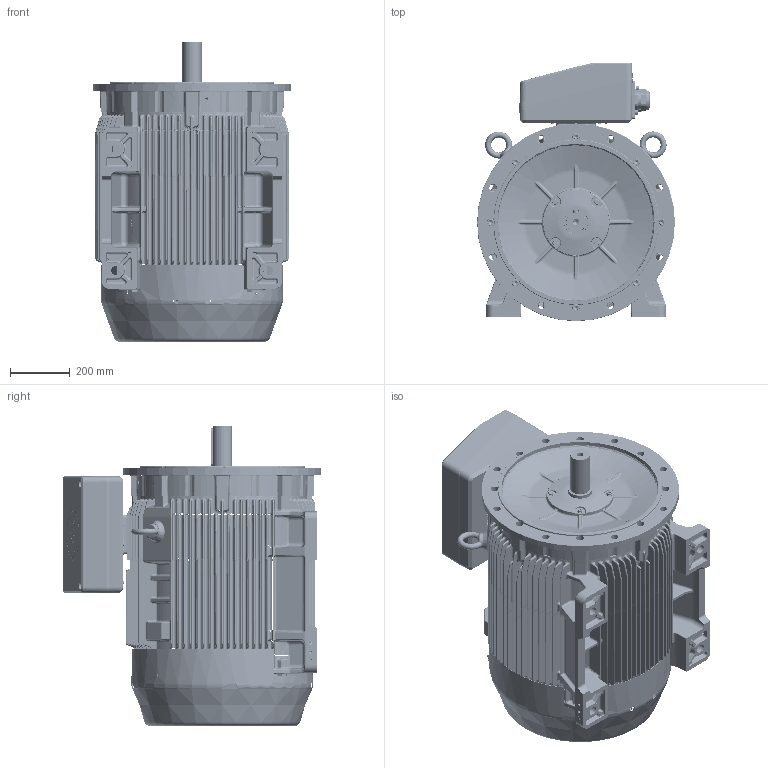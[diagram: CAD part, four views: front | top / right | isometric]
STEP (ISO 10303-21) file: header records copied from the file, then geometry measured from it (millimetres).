
FILE_DESCRIPTION(/* description */ (''),/* implementation_level */ '2;1');
FILE_NAME(/* name */ '6441194xx-AB-DIS GORUNUS QHG 315S-2 B35 KI TK-T.stp',/* time_stamp */ '2023-06-12T10:19:45+03:00',/* author */ (''),/* organization */ (''),/* preprocessor_version */ 'ST-DEVELOPER v16',/* originating_system */ 'SIEMENS PLM Software NX 11.0',/* authorisation */ '');
FILE_SCHEMA (('AUTOMOTIVE_DESIGN { 1 0 10303 214 3 1 1 1 }'));
Length unit declared in the file: millimetre
Products named in the file (1): 26009910674F4pgn
Bounding box: 660 x 862.37 x 1000 mm (x, y, z)
Surface area: 6710760.3 mm2 (no closed solid volume)
Topology: 0 solids, 151 shells, 7749 faces, 26180 edges, 17672 vertices
Faces by surface type: plane 3975, cylinder 1449, bspline 1390, cone 569, torus 215, sphere 151
Full cylindrical faces by diameter (mm): 4 x2, 5 x4, 8 x3, 8.5 x6, 9 x3, 10 x11, 12 x2, 12.1 x1, 16 x12, 17.5 x1, 18 x2, 20 x13, 21 x1, 24 x8, 26 x8, 44 x3, 44.4 x2, 44.5 x2, 47.7 x2, 50 x2, 64.4 x1, 64.8 x2, 65 x1, 80 x2, 604 x1, 607 x1, 660 x1
Entity records: 341378 total; most frequent: CARTESIAN_POINT 104553, ORIENTED_EDGE 43767, DIRECTION 38380, EDGE_CURVE 25636, VERTEX_POINT 17607, LINE 15764, VECTOR 15764, AXIS2_PLACEMENT_3D 11308
